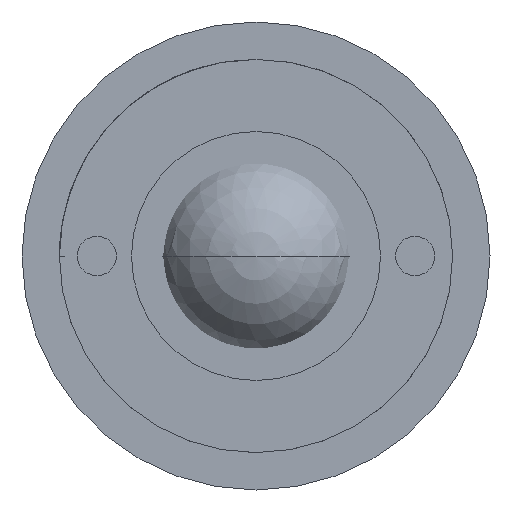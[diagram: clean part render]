
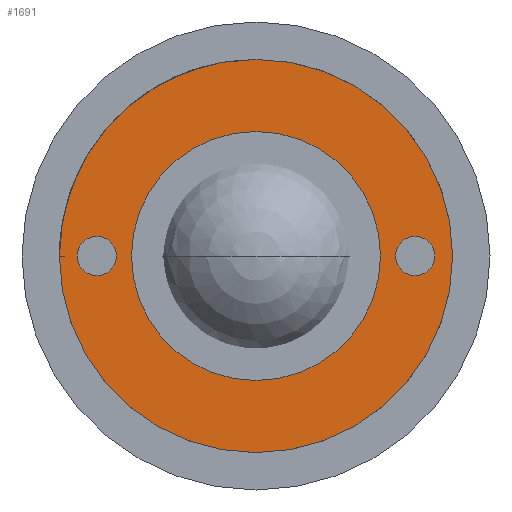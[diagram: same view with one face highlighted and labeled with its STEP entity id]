
A CAD part, front view. The second image highlights one B-rep face of the part: STEP entity #1691.
In plain terms, the highlighted planar face has unit normal (0, -1, 0).
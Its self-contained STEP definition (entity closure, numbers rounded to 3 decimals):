
#1=CARTESIAN_POINT('',(0.,0.,0.));
#2=DIRECTION('',(0.,-1.,0.));
#3=DIRECTION('',(0.,0.,1.));
#4=AXIS2_PLACEMENT_3D('',#1,#2,#3);
#6=CARTESIAN_POINT('',(0.,0.,0.));
#7=DIRECTION('',(0.,-1.,0.));
#8=DIRECTION('',(0.,0.,-1.));
#9=AXIS2_PLACEMENT_3D('',#6,#7,#8);
#11=CARTESIAN_POINT('',(-17.,0.,0.));
#12=DIRECTION('',(0.,-1.,0.));
#13=DIRECTION('',(1.,0.,0.));
#14=AXIS2_PLACEMENT_3D('',#11,#12,#13);
#16=CARTESIAN_POINT('',(-17.,0.,0.));
#17=DIRECTION('',(0.,-1.,0.));
#18=DIRECTION('',(-1.,0.,0.));
#19=AXIS2_PLACEMENT_3D('',#16,#17,#18);
#21=CARTESIAN_POINT('',(17.,0.,0.));
#22=DIRECTION('',(0.,-1.,0.));
#23=DIRECTION('',(1.,0.,0.));
#24=AXIS2_PLACEMENT_3D('',#21,#22,#23);
#26=CARTESIAN_POINT('',(17.,0.,0.));
#27=DIRECTION('',(0.,-1.,0.));
#28=DIRECTION('',(-1.,0.,0.));
#29=AXIS2_PLACEMENT_3D('',#26,#27,#28);
#31=CARTESIAN_POINT('',(0.,0.,0.));
#32=DIRECTION('',(0.,1.,0.));
#33=DIRECTION('',(1.,0.,0.));
#34=AXIS2_PLACEMENT_3D('',#31,#32,#33);
#36=CARTESIAN_POINT('',(0.,0.,0.));
#37=DIRECTION('',(0.,1.,0.));
#38=DIRECTION('',(-1.,0.,0.));
#39=AXIS2_PLACEMENT_3D('',#36,#37,#38);
#1562=CARTESIAN_POINT('',(0.,0.,13.3));
#1563=CARTESIAN_POINT('',(0.,0.,-13.3));
#1564=VERTEX_POINT('',#1562);
#1565=VERTEX_POINT('',#1563);
#1570=CARTESIAN_POINT('',(-14.9,0.,0.));
#1571=CARTESIAN_POINT('',(-19.1,0.,0.));
#1572=VERTEX_POINT('',#1570);
#1573=VERTEX_POINT('',#1571);
#1578=CARTESIAN_POINT('',(19.1,0.,0.));
#1579=CARTESIAN_POINT('',(14.9,0.,0.));
#1580=VERTEX_POINT('',#1578);
#1581=VERTEX_POINT('',#1579);
#1613=CARTESIAN_POINT('',(-21.,0.,0.));
#1615=VERTEX_POINT('',#1613);
#1639=CARTESIAN_POINT('',(21.,0.,0.));
#1640=VERTEX_POINT('',#1639);
#1662=CARTESIAN_POINT('',(0.,0.,0.));
#1663=DIRECTION('',(0.,1.,0.));
#1664=DIRECTION('',(1.,0.,0.));
#1665=AXIS2_PLACEMENT_3D('',#1662,#1663,#1664);
#1666=PLANE('',#1665);
#1668=ORIENTED_EDGE('',*,*,#1667,.T.);
#1670=ORIENTED_EDGE('',*,*,#1669,.T.);
#1671=EDGE_LOOP('',(#1668,#1670));
#1672=FACE_OUTER_BOUND('',#1671,.F.);
#1674=ORIENTED_EDGE('',*,*,#1673,.T.);
#1676=ORIENTED_EDGE('',*,*,#1675,.T.);
#1677=EDGE_LOOP('',(#1674,#1676));
#1678=FACE_BOUND('',#1677,.F.);
#1680=ORIENTED_EDGE('',*,*,#1679,.T.);
#1682=ORIENTED_EDGE('',*,*,#1681,.T.);
#1683=EDGE_LOOP('',(#1680,#1682));
#1684=FACE_BOUND('',#1683,.F.);
#1686=ORIENTED_EDGE('',*,*,#1685,.T.);
#1688=ORIENTED_EDGE('',*,*,#1687,.T.);
#1689=EDGE_LOOP('',(#1686,#1688));
#1690=FACE_BOUND('',#1689,.F.);
#1691=ADVANCED_FACE('',(#1672,#1678,#1684,#1690),#1666,.F.);
#5=CIRCLE('',#4,13.3);
#10=CIRCLE('',#9,13.3);
#15=CIRCLE('',#14,2.1);
#20=CIRCLE('',#19,2.1);
#25=CIRCLE('',#24,2.1);
#30=CIRCLE('',#29,2.1);
#35=CIRCLE('',#34,21.);
#40=CIRCLE('',#39,21.);
#1667=EDGE_CURVE('',#1640,#1615,#35,.T.);
#1669=EDGE_CURVE('',#1615,#1640,#40,.T.);
#1673=EDGE_CURVE('',#1572,#1573,#15,.T.);
#1675=EDGE_CURVE('',#1573,#1572,#20,.T.);
#1679=EDGE_CURVE('',#1580,#1581,#25,.T.);
#1681=EDGE_CURVE('',#1581,#1580,#30,.T.);
#1685=EDGE_CURVE('',#1564,#1565,#5,.T.);
#1687=EDGE_CURVE('',#1565,#1564,#10,.T.);
